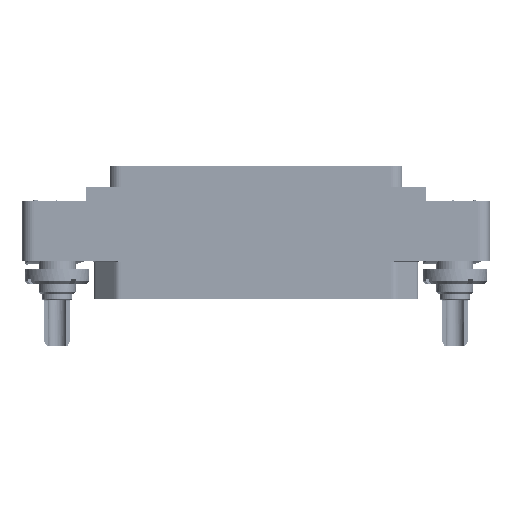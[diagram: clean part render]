
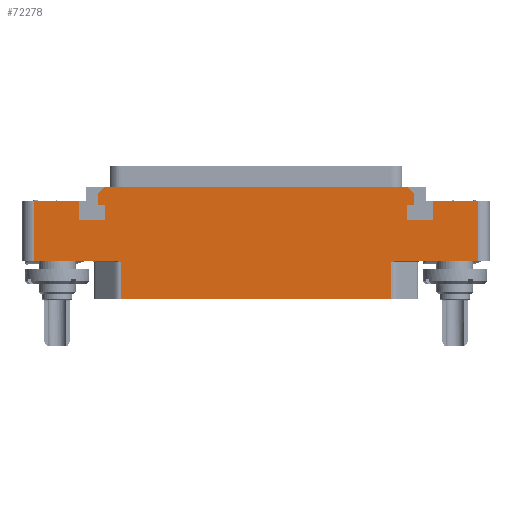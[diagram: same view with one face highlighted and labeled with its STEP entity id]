
A CAD part, top view. The second image highlights one B-rep face of the part: STEP entity #72278.
In plain terms, the highlighted planar face has unit normal (0, 0, 1).
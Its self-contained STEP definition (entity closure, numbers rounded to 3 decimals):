
#1=DIRECTION('',(1.,0.,0.));
#2=VECTOR('',#1,7.8);
#3=CARTESIAN_POINT('',(-38.,10.25,7.));
#4=LINE('',#3,#2);
#5=DIRECTION('',(0.,-1.,0.));
#6=VECTOR('',#5,3.2);
#7=CARTESIAN_POINT('',(-30.2,10.25,7.));
#8=LINE('',#7,#6);
#9=DIRECTION('',(1.,0.,0.));
#10=VECTOR('',#9,4.4);
#11=CARTESIAN_POINT('',(-30.2,7.05,7.));
#12=LINE('',#11,#10);
#13=DIRECTION('',(0.,1.,0.));
#14=VECTOR('',#13,2.6);
#15=CARTESIAN_POINT('',(-25.8,7.05,7.));
#16=LINE('',#15,#14);
#17=DIRECTION('',(-1.,0.,0.));
#18=VECTOR('',#17,1.2);
#19=CARTESIAN_POINT('',(-25.8,9.65,7.));
#20=LINE('',#19,#18);
#21=DIRECTION('',(0.,-1.,0.));
#22=VECTOR('',#21,1.9);
#23=CARTESIAN_POINT('',(-27.,11.55,7.));
#24=LINE('',#23,#22);
#25=DIRECTION('',(1.,0.,0.));
#26=VECTOR('',#25,51.6);
#27=CARTESIAN_POINT('',(-25.8,12.75,7.));
#28=LINE('',#27,#26);
#29=DIRECTION('',(0.,-1.,0.));
#30=VECTOR('',#29,1.9);
#31=CARTESIAN_POINT('',(27.,11.55,7.));
#32=LINE('',#31,#30);
#33=DIRECTION('',(-1.,0.,0.));
#34=VECTOR('',#33,1.2);
#35=CARTESIAN_POINT('',(27.,9.65,7.));
#36=LINE('',#35,#34);
#37=DIRECTION('',(0.,-1.,0.));
#38=VECTOR('',#37,2.6);
#39=CARTESIAN_POINT('',(25.8,9.65,7.));
#40=LINE('',#39,#38);
#41=DIRECTION('',(1.,0.,0.));
#42=VECTOR('',#41,4.4);
#43=CARTESIAN_POINT('',(25.8,7.05,7.));
#44=LINE('',#43,#42);
#45=DIRECTION('',(0.,1.,0.));
#46=VECTOR('',#45,3.2);
#47=CARTESIAN_POINT('',(30.2,7.05,7.));
#48=LINE('',#47,#46);
#49=DIRECTION('',(1.,0.,0.));
#50=VECTOR('',#49,7.8);
#51=CARTESIAN_POINT('',(30.2,10.25,7.));
#52=LINE('',#51,#50);
#109=DIRECTION('',(1.,0.,0.));
#110=VECTOR('',#109,14.082);
#111=CARTESIAN_POINT('',(23.918,0.,7.));
#112=LINE('',#111,#110);
#4098=DIRECTION('',(-1.,0.,0.));
#4099=VECTOR('',#4098,46.236);
#4100=CARTESIAN_POINT('',(23.118,-6.5,7.));
#4101=LINE('',#4100,#4099);
#4189=DIRECTION('',(1.,0.,0.));
#4190=VECTOR('',#4189,14.082);
#4191=CARTESIAN_POINT('',(-38.,0.,7.));
#4192=LINE('',#4191,#4190);
#8122=DIRECTION('',(0.,-1.,0.));
#8123=VECTOR('',#8122,10.25);
#8124=CARTESIAN_POINT('',(-38.,10.25,7.));
#8125=LINE('',#8124,#8123);
#8344=DIRECTION('',(0.707,-0.707,0.));
#8345=VECTOR('',#8344,1.697);
#8346=CARTESIAN_POINT('',(25.8,12.75,7.));
#8347=LINE('',#8346,#8345);
#8372=DIRECTION('',(-0.707,-0.707,0.));
#8373=VECTOR('',#8372,1.697);
#8374=CARTESIAN_POINT('',(-25.8,12.75,7.));
#8375=LINE('',#8374,#8373);
#56303=CARTESIAN_POINT('',(-23.918,0.,7.));
#56304=CARTESIAN_POINT('',(-23.907,0.,7.));
#56305=CARTESIAN_POINT('',(-23.884,0.,7.));
#56306=CARTESIAN_POINT('',(-23.85,-0.002,7.));
#56307=CARTESIAN_POINT('',(-23.814,-0.005,7.));
#56308=CARTESIAN_POINT('',(-23.776,-0.01,7.));
#56309=CARTESIAN_POINT('',(-23.734,-0.016,7.));
#56310=CARTESIAN_POINT('',(-23.688,-0.024,7.));
#56311=CARTESIAN_POINT('',(-23.636,-0.035,7.));
#56312=CARTESIAN_POINT('',(-23.577,-0.049,7.));
#56313=CARTESIAN_POINT('',(-23.515,-0.066,7.));
#56314=CARTESIAN_POINT('',(-23.451,-0.085,7.));
#56315=CARTESIAN_POINT('',(-23.385,-0.106,7.));
#56316=CARTESIAN_POINT('',(-23.318,-0.128,7.));
#56317=CARTESIAN_POINT('',(-23.251,-0.152,7.));
#56318=CARTESIAN_POINT('',(-23.184,-0.176,7.));
#56319=CARTESIAN_POINT('',(-23.14,-0.192,7.));
#56320=CARTESIAN_POINT('',(-23.118,-0.2,7.));
#56322=DIRECTION('',(0.,1.,0.));
#56323=VECTOR('',#56322,6.3);
#56324=CARTESIAN_POINT('',(-23.118,-6.5,7.));
#56325=LINE('',#56324,#56323);
#56398=DIRECTION('',(0.,1.,0.));
#56399=VECTOR('',#56398,6.3);
#56400=CARTESIAN_POINT('',(23.118,-6.5,7.));
#56401=LINE('',#56400,#56399);
#56407=CARTESIAN_POINT('',(23.118,-0.2,7.));
#56408=CARTESIAN_POINT('',(23.14,-0.192,7.));
#56409=CARTESIAN_POINT('',(23.184,-0.176,7.));
#56410=CARTESIAN_POINT('',(23.251,-0.152,7.));
#56411=CARTESIAN_POINT('',(23.318,-0.128,7.));
#56412=CARTESIAN_POINT('',(23.385,-0.106,7.));
#56413=CARTESIAN_POINT('',(23.451,-0.085,7.));
#56414=CARTESIAN_POINT('',(23.515,-0.066,7.));
#56415=CARTESIAN_POINT('',(23.577,-0.049,7.));
#56416=CARTESIAN_POINT('',(23.636,-0.035,7.));
#56417=CARTESIAN_POINT('',(23.688,-0.024,7.));
#56418=CARTESIAN_POINT('',(23.734,-0.016,7.));
#56419=CARTESIAN_POINT('',(23.776,-0.01,7.));
#56420=CARTESIAN_POINT('',(23.814,-0.005,7.));
#56421=CARTESIAN_POINT('',(23.85,-0.002,7.));
#56422=CARTESIAN_POINT('',(23.884,0.,7.));
#56423=CARTESIAN_POINT('',(23.907,0.,7.));
#56424=CARTESIAN_POINT('',(23.918,0.,7.));
#56472=DIRECTION('',(0.,1.,0.));
#56473=VECTOR('',#56472,10.25);
#56474=CARTESIAN_POINT('',(38.,0.,7.));
#56475=LINE('',#56474,#56473);
#58393=CARTESIAN_POINT('',(-30.2,10.25,7.));
#58394=CARTESIAN_POINT('',(-30.2,7.05,7.));
#58395=VERTEX_POINT('',#58393);
#58396=VERTEX_POINT('',#58394);
#58397=CARTESIAN_POINT('',(-25.8,7.05,7.));
#58398=VERTEX_POINT('',#58397);
#58399=CARTESIAN_POINT('',(-25.8,9.65,7.));
#58400=VERTEX_POINT('',#58399);
#58401=CARTESIAN_POINT('',(-27.,9.65,7.));
#58402=VERTEX_POINT('',#58401);
#58403=CARTESIAN_POINT('',(27.,9.65,7.));
#58404=CARTESIAN_POINT('',(25.8,9.65,7.));
#58405=VERTEX_POINT('',#58403);
#58406=VERTEX_POINT('',#58404);
#58407=CARTESIAN_POINT('',(25.8,7.05,7.));
#58408=VERTEX_POINT('',#58407);
#58409=CARTESIAN_POINT('',(30.2,7.05,7.));
#58410=VERTEX_POINT('',#58409);
#58411=CARTESIAN_POINT('',(30.2,10.25,7.));
#58412=VERTEX_POINT('',#58411);
#58417=CARTESIAN_POINT('',(-25.8,12.75,7.));
#58419=VERTEX_POINT('',#58417);
#58421=CARTESIAN_POINT('',(-27.,11.55,7.));
#58423=VERTEX_POINT('',#58421);
#58425=CARTESIAN_POINT('',(25.8,12.75,7.));
#58427=VERTEX_POINT('',#58425);
#58429=CARTESIAN_POINT('',(27.,11.55,7.));
#58431=VERTEX_POINT('',#58429);
#58521=CARTESIAN_POINT('',(38.,0.,7.));
#58522=CARTESIAN_POINT('',(38.,10.25,7.));
#58523=VERTEX_POINT('',#58521);
#58524=VERTEX_POINT('',#58522);
#58529=CARTESIAN_POINT('',(-38.,10.25,7.));
#58530=CARTESIAN_POINT('',(-38.,0.,7.));
#58531=VERTEX_POINT('',#58529);
#58532=VERTEX_POINT('',#58530);
#58734=CARTESIAN_POINT('',(23.118,-6.5,7.));
#58736=VERTEX_POINT('',#58734);
#58737=CARTESIAN_POINT('',(-23.118,-6.5,7.));
#58739=VERTEX_POINT('',#58737);
#58801=CARTESIAN_POINT('',(-23.118,-0.2,7.));
#58802=VERTEX_POINT('',#58801);
#58803=CARTESIAN_POINT('',(-23.918,0.,7.));
#58804=VERTEX_POINT('',#58803);
#58805=CARTESIAN_POINT('',(23.118,-0.2,7.));
#58807=VERTEX_POINT('',#58805);
#58809=CARTESIAN_POINT('',(23.918,0.,7.));
#58811=VERTEX_POINT('',#58809);
#72223=CARTESIAN_POINT('',(0.,0.,7.));
#72224=DIRECTION('',(0.,0.,-1.));
#72225=DIRECTION('',(-1.,0.,0.));
#72226=AXIS2_PLACEMENT_3D('',#72223,#72224,#72225);
#72227=PLANE('',#72226);
#72229=ORIENTED_EDGE('',*,*,#72228,.F.);
#72231=ORIENTED_EDGE('',*,*,#72230,.F.);
#72233=ORIENTED_EDGE('',*,*,#72232,.F.);
#72235=ORIENTED_EDGE('',*,*,#72234,.T.);
#72237=ORIENTED_EDGE('',*,*,#72236,.T.);
#72239=ORIENTED_EDGE('',*,*,#72238,.F.);
#72241=ORIENTED_EDGE('',*,*,#72240,.F.);
#72243=ORIENTED_EDGE('',*,*,#72242,.F.);
#72245=ORIENTED_EDGE('',*,*,#72244,.T.);
#72247=ORIENTED_EDGE('',*,*,#72246,.T.);
#72249=ORIENTED_EDGE('',*,*,#72248,.T.);
#72251=ORIENTED_EDGE('',*,*,#72250,.T.);
#72253=ORIENTED_EDGE('',*,*,#72252,.T.);
#72255=ORIENTED_EDGE('',*,*,#72254,.F.);
#72257=ORIENTED_EDGE('',*,*,#72256,.F.);
#72259=ORIENTED_EDGE('',*,*,#72258,.T.);
#72261=ORIENTED_EDGE('',*,*,#72260,.T.);
#72263=ORIENTED_EDGE('',*,*,#72262,.T.);
#72265=ORIENTED_EDGE('',*,*,#72264,.T.);
#72267=ORIENTED_EDGE('',*,*,#72266,.T.);
#72269=ORIENTED_EDGE('',*,*,#72268,.T.);
#72271=ORIENTED_EDGE('',*,*,#72270,.T.);
#72273=ORIENTED_EDGE('',*,*,#72272,.T.);
#72275=ORIENTED_EDGE('',*,*,#72274,.F.);
#72276=EDGE_LOOP('',(#72229,#72231,#72233,#72235,#72237,#72239,#72241,#72243,
#72245,#72247,#72249,#72251,#72253,#72255,#72257,#72259,#72261,#72263,#72265,
#72267,#72269,#72271,#72273,#72275));
#72277=FACE_OUTER_BOUND('',#72276,.F.);
#72278=ADVANCED_FACE('',(#72277),#72227,.F.);
#56321=B_SPLINE_CURVE_WITH_KNOTS('',3,(#56303,#56304,#56305,#56306,#56307,
#56308,#56309,#56310,#56311,#56312,#56313,#56314,#56315,#56316,#56317,#56318,
#56319,#56320),.UNSPECIFIED.,.F.,.F.,(4,1,1,1,1,1,1,1,1,1,1,1,1,1,1,4),(0.,
0.067,0.133,0.2,0.267,0.333,
0.4,0.467,0.533,0.6,0.667,
0.733,0.8,0.867,0.933,1.),
.UNSPECIFIED.);
#56425=B_SPLINE_CURVE_WITH_KNOTS('',3,(#56407,#56408,#56409,#56410,#56411,
#56412,#56413,#56414,#56415,#56416,#56417,#56418,#56419,#56420,#56421,#56422,
#56423,#56424),.UNSPECIFIED.,.F.,.F.,(4,1,1,1,1,1,1,1,1,1,1,1,1,1,1,4),(0.,
0.067,0.133,0.2,0.267,0.333,
0.4,0.467,0.533,0.6,0.667,
0.733,0.8,0.867,0.933,1.),
.UNSPECIFIED.);
#72228=EDGE_CURVE('',#58811,#58523,#112,.T.);
#72230=EDGE_CURVE('',#58807,#58811,#56425,.T.);
#72232=EDGE_CURVE('',#58736,#58807,#56401,.T.);
#72234=EDGE_CURVE('',#58736,#58739,#4101,.T.);
#72236=EDGE_CURVE('',#58739,#58802,#56325,.T.);
#72238=EDGE_CURVE('',#58804,#58802,#56321,.T.);
#72240=EDGE_CURVE('',#58532,#58804,#4192,.T.);
#72242=EDGE_CURVE('',#58531,#58532,#8125,.T.);
#72244=EDGE_CURVE('',#58531,#58395,#4,.T.);
#72246=EDGE_CURVE('',#58395,#58396,#8,.T.);
#72248=EDGE_CURVE('',#58396,#58398,#12,.T.);
#72250=EDGE_CURVE('',#58398,#58400,#16,.T.);
#72252=EDGE_CURVE('',#58400,#58402,#20,.T.);
#72254=EDGE_CURVE('',#58423,#58402,#24,.T.);
#72256=EDGE_CURVE('',#58419,#58423,#8375,.T.);
#72258=EDGE_CURVE('',#58419,#58427,#28,.T.);
#72260=EDGE_CURVE('',#58427,#58431,#8347,.T.);
#72262=EDGE_CURVE('',#58431,#58405,#32,.T.);
#72264=EDGE_CURVE('',#58405,#58406,#36,.T.);
#72266=EDGE_CURVE('',#58406,#58408,#40,.T.);
#72268=EDGE_CURVE('',#58408,#58410,#44,.T.);
#72270=EDGE_CURVE('',#58410,#58412,#48,.T.);
#72272=EDGE_CURVE('',#58412,#58524,#52,.T.);
#72274=EDGE_CURVE('',#58523,#58524,#56475,.T.);
